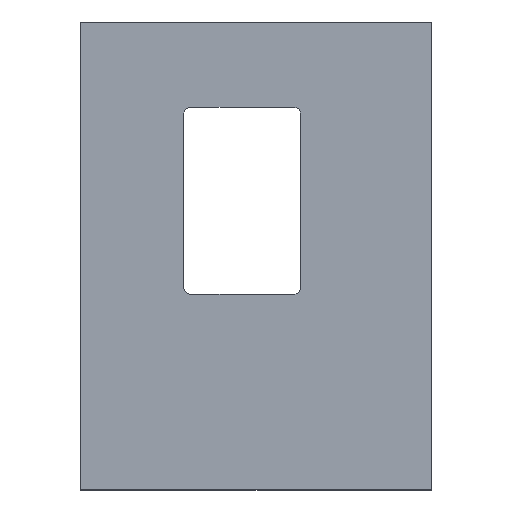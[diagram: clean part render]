
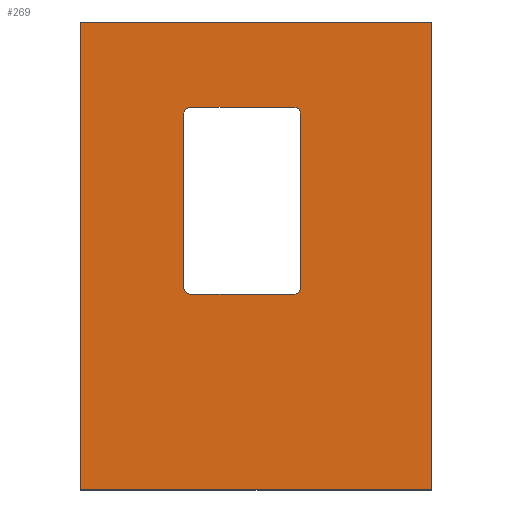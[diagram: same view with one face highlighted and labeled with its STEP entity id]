
A CAD part, top view. The second image highlights one B-rep face of the part: STEP entity #269.
In plain terms, the highlighted planar face has unit normal (0, 0, 1).
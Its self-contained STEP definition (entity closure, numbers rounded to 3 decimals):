
#15=FACE_BOUND('',#56,.T.);
#18=CIRCLE('',#288,3.);
#20=CIRCLE('',#292,3.);
#22=CIRCLE('',#296,3.);
#24=CIRCLE('',#300,3.);
#41=FACE_OUTER_BOUND('',#55,.T.);
#55=EDGE_LOOP('',(#223,#224,#225,#226));
#56=EDGE_LOOP('',(#227,#228,#229,#230,#231,#232,#233,#234));
#61=LINE('',#389,#89);
#65=LINE('',#401,#93);
#69=LINE('',#413,#97);
#73=LINE('',#425,#101);
#77=LINE('',#437,#105);
#80=LINE('',#443,#108);
#83=LINE('',#449,#111);
#86=LINE('',#453,#114);
#89=VECTOR('',#313,10.);
#93=VECTOR('',#325,10.);
#97=VECTOR('',#337,10.);
#101=VECTOR('',#349,10.);
#105=VECTOR('',#361,10.);
#108=VECTOR('',#366,10.);
#111=VECTOR('',#371,10.);
#114=VECTOR('',#376,10.);
#117=VERTEX_POINT('',#386);
#118=VERTEX_POINT('',#388);
#120=VERTEX_POINT('',#394);
#122=VERTEX_POINT('',#400);
#124=VERTEX_POINT('',#406);
#126=VERTEX_POINT('',#412);
#128=VERTEX_POINT('',#418);
#130=VERTEX_POINT('',#424);
#133=VERTEX_POINT('',#434);
#134=VERTEX_POINT('',#436);
#136=VERTEX_POINT('',#442);
#138=VERTEX_POINT('',#448);
#141=EDGE_CURVE('',#118,#117,#61,.T.);
#144=EDGE_CURVE('',#120,#118,#18,.T.);
#147=EDGE_CURVE('',#122,#120,#65,.T.);
#150=EDGE_CURVE('',#124,#122,#20,.T.);
#153=EDGE_CURVE('',#126,#124,#69,.T.);
#156=EDGE_CURVE('',#128,#126,#22,.T.);
#159=EDGE_CURVE('',#130,#128,#73,.T.);
#162=EDGE_CURVE('',#117,#130,#24,.T.);
#165=EDGE_CURVE('',#134,#133,#77,.T.);
#168=EDGE_CURVE('',#136,#134,#80,.T.);
#171=EDGE_CURVE('',#138,#136,#83,.T.);
#174=EDGE_CURVE('',#133,#138,#86,.T.);
#223=ORIENTED_EDGE('',*,*,#174,.T.);
#224=ORIENTED_EDGE('',*,*,#171,.T.);
#225=ORIENTED_EDGE('',*,*,#168,.T.);
#226=ORIENTED_EDGE('',*,*,#165,.T.);
#227=ORIENTED_EDGE('',*,*,#153,.T.);
#228=ORIENTED_EDGE('',*,*,#150,.T.);
#229=ORIENTED_EDGE('',*,*,#147,.T.);
#230=ORIENTED_EDGE('',*,*,#144,.T.);
#231=ORIENTED_EDGE('',*,*,#141,.T.);
#232=ORIENTED_EDGE('',*,*,#162,.T.);
#233=ORIENTED_EDGE('',*,*,#159,.T.);
#234=ORIENTED_EDGE('',*,*,#156,.T.);
#255=PLANE('',#305);
#269=ADVANCED_FACE('',(#41,#15),#255,.T.);
#288=AXIS2_PLACEMENT_3D('',#395,#319,#320);
#292=AXIS2_PLACEMENT_3D('',#407,#331,#332);
#296=AXIS2_PLACEMENT_3D('',#419,#343,#344);
#300=AXIS2_PLACEMENT_3D('',#429,#355,#356);
#305=AXIS2_PLACEMENT_3D('',#454,#377,#378);
#313=DIRECTION('',(0.,1.,0.));
#319=DIRECTION('center_axis',(0.,0.,-1.));
#320=DIRECTION('ref_axis',(-1.,0.,0.));
#325=DIRECTION('',(-1.,0.,0.));
#331=DIRECTION('center_axis',(0.,0.,-1.));
#332=DIRECTION('ref_axis',(0.,-1.,0.));
#337=DIRECTION('',(0.,-1.,0.));
#343=DIRECTION('center_axis',(0.,0.,-1.));
#344=DIRECTION('ref_axis',(1.,0.,0.));
#349=DIRECTION('',(1.,0.,0.));
#355=DIRECTION('center_axis',(0.,0.,-1.));
#356=DIRECTION('ref_axis',(0.,1.,0.));
#361=DIRECTION('',(1.,0.,0.));
#366=DIRECTION('',(0.,-1.,0.));
#371=DIRECTION('',(-1.,0.,0.));
#376=DIRECTION('',(0.,1.,0.));
#377=DIRECTION('center_axis',(0.,0.,1.));
#378=DIRECTION('ref_axis',(0.,-1.,0.));
#386=CARTESIAN_POINT('',(-18.231,95.574,-12.999));
#388=CARTESIAN_POINT('',(-18.231,21.574,-12.999));
#389=CARTESIAN_POINT('',(-18.231,28.287,-12.999));
#394=CARTESIAN_POINT('',(-15.231,18.574,-12.999));
#395=CARTESIAN_POINT('Origin',(-15.231,21.574,-12.999));
#400=CARTESIAN_POINT('',(28.769,18.574,-12.999));
#401=CARTESIAN_POINT('',(20.718,18.574,-12.999));
#406=CARTESIAN_POINT('',(31.769,21.574,-12.999));
#407=CARTESIAN_POINT('Origin',(28.769,21.574,-12.999));
#412=CARTESIAN_POINT('',(31.769,95.574,-12.999));
#413=CARTESIAN_POINT('',(31.769,65.287,-12.999));
#418=CARTESIAN_POINT('',(28.769,98.574,-12.999));
#419=CARTESIAN_POINT('Origin',(28.769,95.574,-12.999));
#424=CARTESIAN_POINT('',(-15.231,98.574,-12.999));
#425=CARTESIAN_POINT('',(-1.282,98.574,-12.999));
#429=CARTESIAN_POINT('Origin',(-15.231,95.574,-12.999));
#434=CARTESIAN_POINT('',(87.666,-65.,-12.999));
#436=CARTESIAN_POINT('',(-62.334,-65.,-12.999));
#437=CARTESIAN_POINT('',(-62.334,-65.,-12.999));
#442=CARTESIAN_POINT('',(-62.334,135.,-12.999));
#443=CARTESIAN_POINT('',(-62.334,135.,-12.999));
#448=CARTESIAN_POINT('',(87.666,135.,-12.999));
#449=CARTESIAN_POINT('',(87.666,135.,-12.999));
#453=CARTESIAN_POINT('',(87.666,-65.,-12.999));
#454=CARTESIAN_POINT('Origin',(12.666,35.,-12.999));
